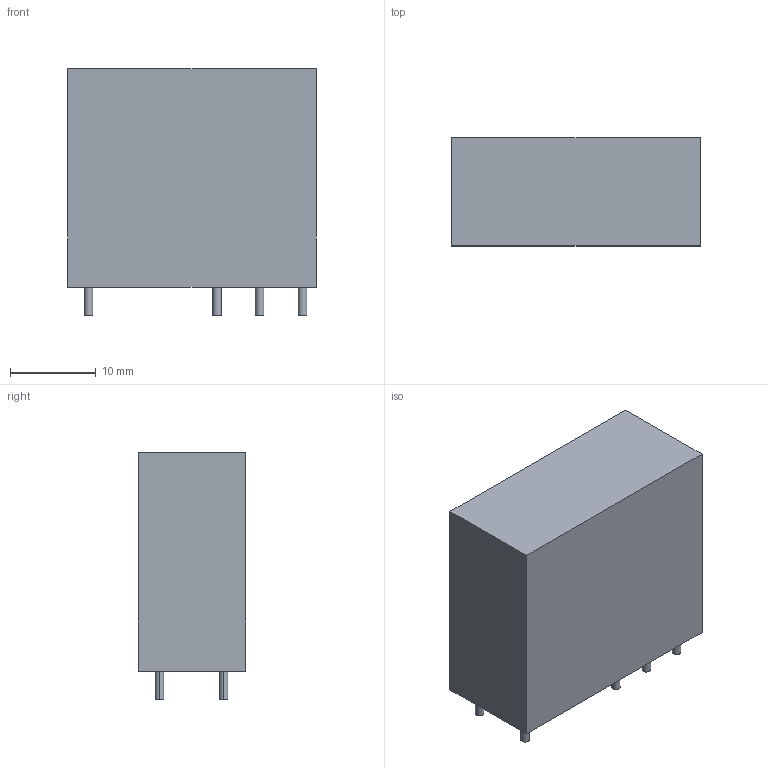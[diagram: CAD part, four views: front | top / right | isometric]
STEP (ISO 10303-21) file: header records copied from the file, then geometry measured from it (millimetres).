
FILE_DESCRIPTION (( 'STEP AP214' ), '1' );
FILE_NAME ('User Library-TE_RP421012_6-1393234-7.STEP', '2018-10-21T18:17:58', ( '' ), ( '' ), 'SwSTEP 2.0', 'SolidWorks 2018', '' );
FILE_SCHEMA (( 'AUTOMOTIVE_DESIGN' ));
Length unit declared in the file: millimetre
Products named in the file (1): User Library-TE_RP421012_6-1393234-7
Bounding box: 29 x 12.6 x 28.8 mm (x, y, z)
Volume: 9338.4 mm3; surface area: 2935.3 mm2
Topology: 1 solids, 1 shells, 30 faces, 60 edges, 40 vertices
Faces by surface type: cylinder 16, plane 14
Entity records: 896 total; most frequent: DIRECTION 154, CARTESIAN_POINT 131, ORIENTED_EDGE 120, AXIS2_PLACEMENT_3D 63, EDGE_CURVE 60, VERTEX_POINT 40, EDGE_LOOP 38, CIRCLE 32
